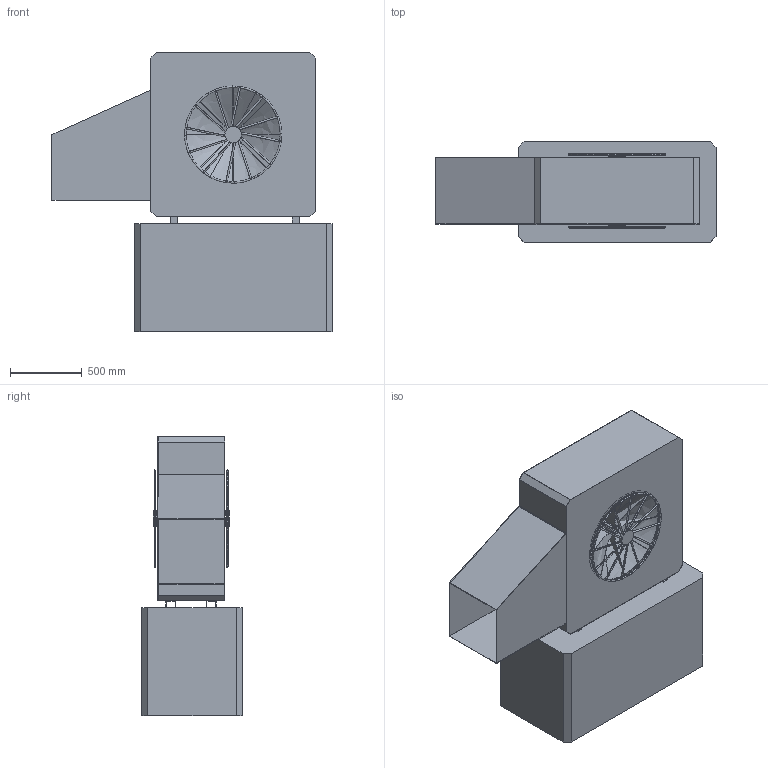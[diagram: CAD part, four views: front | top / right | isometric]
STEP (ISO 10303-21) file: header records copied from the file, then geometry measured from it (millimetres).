
FILE_DESCRIPTION(('FreeCAD Model'),'2;1');
FILE_NAME('Open CASCADE Shape Model','2025-05-05T08:12:04',('FreeCAD'),( 'FreeCAD'),'Open CASCADE STEP processor 7.6','FreeCAD','Unknown');
FILE_SCHEMA(('AUTOMOTIVE_DESIGN { 1 0 10303 214 1 1 1 1 }'));
Length unit declared in the file: millimetre
Products named in the file (1): Open CASCADE STEP translator 7.6 1
Bounding box: 1954.34 x 701.26 x 1950.89 mm (x, y, z)
Volume: 869007447.6 mm3; surface area: 19328560.3 mm2
Topology: 12 solids, 12 shells, 841 faces, 1865 edges, 1024 vertices
Faces by surface type: bspline 841
Entity records: 24030 total; most frequent: CARTESIAN_POINT 12791, ORIENTED_EDGE 3722, EDGE_CURVE 1861, B_SPLINE_CURVE_WITH_KNOTS 1407, VERTEX_POINT 1024, FACE_BOUND 921, EDGE_LOOP 921, ADVANCED_FACE 841
